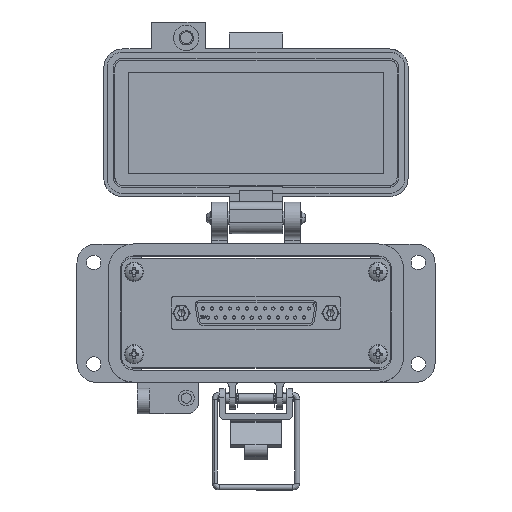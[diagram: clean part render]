
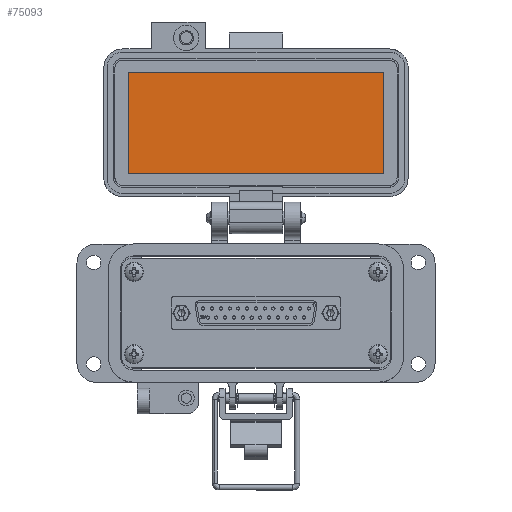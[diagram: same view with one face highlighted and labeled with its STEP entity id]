
A CAD part, top view. The second image highlights one B-rep face of the part: STEP entity #75093.
In plain terms, the highlighted planar face has unit normal (0, 0, 1).
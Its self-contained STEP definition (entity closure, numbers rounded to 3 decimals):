
#1621 = CARTESIAN_POINT ( 'NONE',  ( 40.25, 83.154, -25.55 ) ) ;
#2007 = EDGE_CURVE ( 'NONE', #28831, #4442, #9367, .T. ) ;
#2521 = DIRECTION ( 'NONE',  ( 1., 0., 0. ) ) ;
#4039 = LINE ( 'NONE', #50431, #16562 ) ;
#4248 = LINE ( 'NONE', #44557, #41683 ) ;
#4442 = VERTEX_POINT ( 'NONE', #1621 ) ;
#7790 = CARTESIAN_POINT ( 'NONE',  ( -40.25, 83.154, -25.55 ) ) ;
#9367 = LINE ( 'NONE', #38252, #44629 ) ;
#11644 = LINE ( 'NONE', #51948, #18774 ) ;
#13222 = ORIENTED_EDGE ( 'NONE', *, *, #29224, .F. ) ;
#16562 = VECTOR ( 'NONE', #50046, 1000. ) ;
#17726 = DIRECTION ( 'NONE',  ( -1., 0., 0. ) ) ;
#18056 = AXIS2_PLACEMENT_3D ( 'NONE', #47657, #31350, #48061 ) ;
#18282 = CARTESIAN_POINT ( 'NONE',  ( 40.25, 51.154, -25.55 ) ) ;
#18774 = VECTOR ( 'NONE', #17726, 1000. ) ;
#19892 = FACE_OUTER_BOUND ( 'NONE', #53790, .T. ) ;
#20344 = ORIENTED_EDGE ( 'NONE', *, *, #65181, .F. ) ;
#21552 = ORIENTED_EDGE ( 'NONE', *, *, #69713, .F. ) ;
#22116 = VERTEX_POINT ( 'NONE', #70436 ) ;
#28831 = VERTEX_POINT ( 'NONE', #7790 ) ;
#29224 = EDGE_CURVE ( 'NONE', #22116, #28831, #4039, .T. ) ;
#31350 = DIRECTION ( 'NONE',  ( 0., 0., 1. ) ) ;
#38252 = CARTESIAN_POINT ( 'NONE',  ( -8.5, 83.154, -25.55 ) ) ;
#41683 = VECTOR ( 'NONE', #50238, 1000. ) ;
#42723 = PLANE ( 'NONE',  #18056 ) ;
#43914 = VERTEX_POINT ( 'NONE', #18282 ) ;
#44557 = CARTESIAN_POINT ( 'NONE',  ( 40.25, 67.154, -25.55 ) ) ;
#44629 = VECTOR ( 'NONE', #2521, 1000. ) ;
#47657 = CARTESIAN_POINT ( 'NONE',  ( -8.5, 67.154, -25.55 ) ) ;
#48061 = DIRECTION ( 'NONE',  ( 0., -1., 0. ) ) ;
#50046 = DIRECTION ( 'NONE',  ( 0., 1., 0. ) ) ;
#50238 = DIRECTION ( 'NONE',  ( 0., -1., 0. ) ) ;
#50431 = CARTESIAN_POINT ( 'NONE',  ( -40.25, 67.154, -25.55 ) ) ;
#51948 = CARTESIAN_POINT ( 'NONE',  ( 42., 51.154, -25.55 ) ) ;
#53790 = EDGE_LOOP ( 'NONE', ( #68235, #13222, #21552, #20344 ) ) ;
#65181 = EDGE_CURVE ( 'NONE', #4442, #43914, #4248, .T. ) ;
#68235 = ORIENTED_EDGE ( 'NONE', *, *, #2007, .F. ) ;
#69713 = EDGE_CURVE ( 'NONE', #43914, #22116, #11644, .T. ) ;
#70436 = CARTESIAN_POINT ( 'NONE',  ( -40.25, 51.154, -25.55 ) ) ;
#75093 = ADVANCED_FACE ( 'NONE', ( #19892 ), #42723, .T. ) ;
